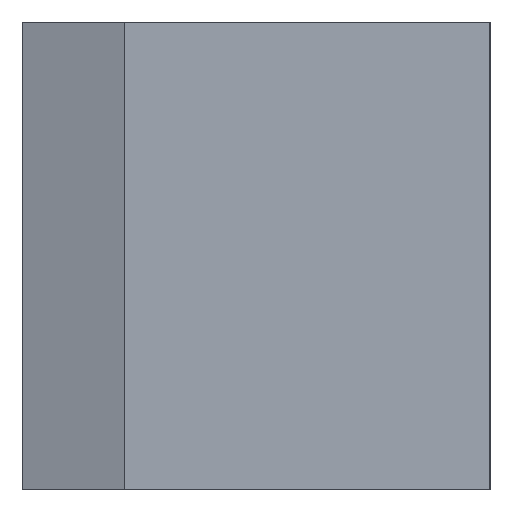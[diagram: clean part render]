
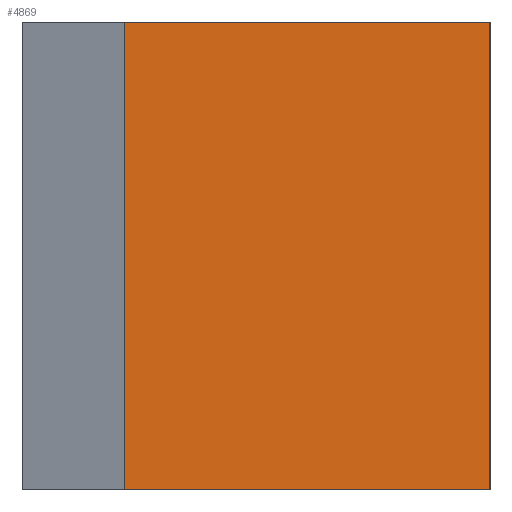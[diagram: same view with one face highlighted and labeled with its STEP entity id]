
A CAD part, left-side view. The second image highlights one B-rep face of the part: STEP entity #4869.
In plain terms, the highlighted planar face has unit normal (-1, 0, 0).
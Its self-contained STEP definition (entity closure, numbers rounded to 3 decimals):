
#3075 = EDGE_CURVE( '', #4247, #6859, #8275, .T. );
#3443 = EDGE_CURVE( '', #7311, #5897, #8662, .T. );
#4247 = VERTEX_POINT( '', #9533 );
#4349 = EDGE_CURVE( '', #7311, #4247, #9645, .T. );
#4801 = EDGE_CURVE( '', #5897, #6859, #10139, .T. );
#4869 = ADVANCED_FACE( '', ( #10213 ), #10214, .T. );
#5897 = VERTEX_POINT( '', #11333 );
#6859 = VERTEX_POINT( '', #12377 );
#7311 = VERTEX_POINT( '', #12863 );
#8275 = LINE( '', #14068, #14069 );
#8662 = LINE( '', #14681, #14682 );
#9533 = CARTESIAN_POINT( '', ( 0., 46.8, -30. ) );
#9645 = LINE( '', #16114, #16115 );
#10139 = LINE( '', #16832, #16833 );
#10213 = FACE_OUTER_BOUND( '', #16941, .T. );
#10214 = PLANE( '', #16942 );
#11333 = CARTESIAN_POINT( '', ( 0., 0., 30. ) );
#12377 = CARTESIAN_POINT( '', ( 0., 0., -30. ) );
#12863 = CARTESIAN_POINT( '', ( 0., 46.8, 30. ) );
#14068 = CARTESIAN_POINT( '', ( 0., 46.8, -30. ) );
#14069 = VECTOR( '', #22337, 1. );
#14681 = CARTESIAN_POINT( '', ( 0., 46.8, 30. ) );
#14682 = VECTOR( '', #22602, 1. );
#16114 = CARTESIAN_POINT( '', ( 0., 46.8, 30. ) );
#16115 = VECTOR( '', #23443, 1. );
#16832 = CARTESIAN_POINT( '', ( 0., 0., 30. ) );
#16833 = VECTOR( '', #23891, 1. );
#16941 = EDGE_LOOP( '', ( #23958, #23959, #23960, #23961 ) );
#16942 = AXIS2_PLACEMENT_3D( '', #23962, #23963, #23964 );
#22337 = DIRECTION( '', ( 0., -1., 0. ) );
#22602 = DIRECTION( '', ( 0., -1., 0. ) );
#23443 = DIRECTION( '', ( 0., 0., -1. ) );
#23891 = DIRECTION( '', ( 0., 0., -1. ) );
#23958 = ORIENTED_EDGE( '', *, *, #3075, .T. );
#23959 = ORIENTED_EDGE( '', *, *, #4801, .F. );
#23960 = ORIENTED_EDGE( '', *, *, #3443, .F. );
#23961 = ORIENTED_EDGE( '', *, *, #4349, .T. );
#23962 = CARTESIAN_POINT( '', ( 0., 46.8, 30. ) );
#23963 = DIRECTION( '', ( -1., 0., 0. ) );
#23964 = DIRECTION( '', ( 0., 1., 0. ) );
